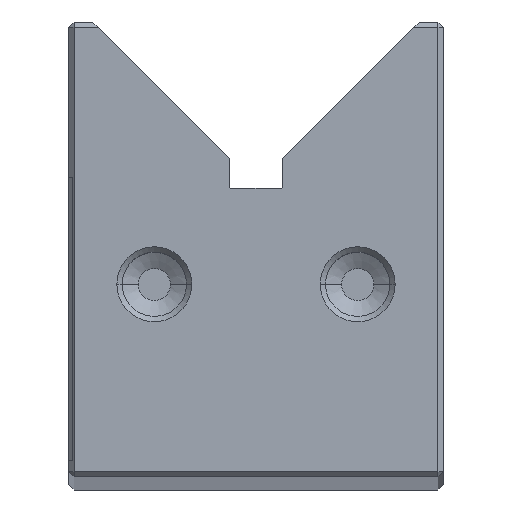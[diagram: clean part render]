
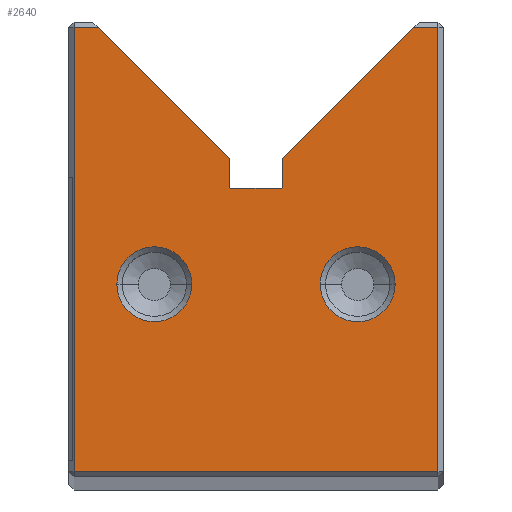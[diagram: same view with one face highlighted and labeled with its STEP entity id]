
A CAD part, top view. The second image highlights one B-rep face of the part: STEP entity #2640.
In plain terms, the highlighted planar face has unit normal (0, 0, 1).
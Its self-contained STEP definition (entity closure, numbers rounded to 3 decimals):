
#2640=ADVANCED_FACE('',(#3585,#3586,#3587),#3007,.F.);
#3007=PLANE('',#9527);
#3263=CIRCLE('',#9403,3.5);
#3265=CIRCLE('',#9406,3.5);
#3330=CIRCLE('',#9517,0.25);
#3331=CIRCLE('',#9520,0.25);
#3332=CIRCLE('',#9525,3.5);
#3333=CIRCLE('',#9526,3.5);
#3585=FACE_BOUND('',#3718,.T.);
#3586=FACE_BOUND('',#3719,.T.);
#3587=FACE_BOUND('',#3720,.T.);
#3718=EDGE_LOOP('',(#4601,#4602));
#3719=EDGE_LOOP('',(#4603,#4604));
#3720=EDGE_LOOP('',(#4605,#4606,#4607,#4608,#4609,#4610,#4611,#4612,#4613,
#4614,#4615,#4616));
#4601=ORIENTED_EDGE('',*,*,#7117,.T.);
#4602=ORIENTED_EDGE('',*,*,#7290,.T.);
#4603=ORIENTED_EDGE('',*,*,#7113,.T.);
#4604=ORIENTED_EDGE('',*,*,#7291,.T.);
#4605=ORIENTED_EDGE('',*,*,#7292,.T.);
#4606=ORIENTED_EDGE('',*,*,#7293,.T.);
#4607=ORIENTED_EDGE('',*,*,#7285,.T.);
#4608=ORIENTED_EDGE('',*,*,#7281,.T.);
#4609=ORIENTED_EDGE('',*,*,#7279,.T.);
#4610=ORIENTED_EDGE('',*,*,#7277,.T.);
#4611=ORIENTED_EDGE('',*,*,#7275,.T.);
#4612=ORIENTED_EDGE('',*,*,#7273,.T.);
#4613=ORIENTED_EDGE('',*,*,#7271,.T.);
#4614=ORIENTED_EDGE('',*,*,#7294,.T.);
#4615=ORIENTED_EDGE('',*,*,#7295,.T.);
#4616=ORIENTED_EDGE('',*,*,#7296,.T.);
#6437=VERTEX_POINT('',#12229);
#6438=VERTEX_POINT('',#12231);
#6441=VERTEX_POINT('',#12238);
#6442=VERTEX_POINT('',#12240);
#6545=VERTEX_POINT('',#12540);
#6546=VERTEX_POINT('',#12542);
#6547=VERTEX_POINT('',#12546);
#6548=VERTEX_POINT('',#12550);
#6549=VERTEX_POINT('',#12554);
#6550=VERTEX_POINT('',#12558);
#6551=VERTEX_POINT('',#12562);
#6554=VERTEX_POINT('',#12570);
#6557=VERTEX_POINT('',#12582);
#6558=VERTEX_POINT('',#12583);
#6559=VERTEX_POINT('',#12586);
#6560=VERTEX_POINT('',#12588);
#7113=EDGE_CURVE('',#6438,#6437,#3263,.T.);
#7117=EDGE_CURVE('',#6442,#6441,#3265,.T.);
#7271=EDGE_CURVE('',#6546,#6545,#8147,.T.);
#7273=EDGE_CURVE('',#6547,#6546,#8149,.T.);
#7275=EDGE_CURVE('',#6548,#6547,#3330,.T.);
#7277=EDGE_CURVE('',#6549,#6548,#8152,.T.);
#7279=EDGE_CURVE('',#6550,#6549,#3331,.T.);
#7281=EDGE_CURVE('',#6551,#6550,#8155,.T.);
#7285=EDGE_CURVE('',#6554,#6551,#8159,.T.);
#7290=EDGE_CURVE('',#6441,#6442,#3332,.T.);
#7291=EDGE_CURVE('',#6437,#6438,#3333,.T.);
#7292=EDGE_CURVE('',#6557,#6558,#8164,.T.);
#7293=EDGE_CURVE('',#6558,#6554,#8165,.T.);
#7294=EDGE_CURVE('',#6545,#6559,#8166,.T.);
#7295=EDGE_CURVE('',#6559,#6560,#8167,.T.);
#7296=EDGE_CURVE('',#6560,#6557,#8168,.T.);
#8147=LINE('',#12541,#8889);
#8149=LINE('',#12545,#8891);
#8152=LINE('',#12553,#8894);
#8155=LINE('',#12561,#8897);
#8159=LINE('',#12569,#8901);
#8164=LINE('',#12581,#8906);
#8165=LINE('',#12584,#8907);
#8166=LINE('',#12585,#8908);
#8167=LINE('',#12587,#8909);
#8168=LINE('',#12589,#8910);
#8889=VECTOR('',#10364,1.);
#8891=VECTOR('',#10368,1.);
#8894=VECTOR('',#10377,1.);
#8897=VECTOR('',#10386,1.);
#8901=VECTOR('',#10392,1.);
#8906=VECTOR('',#10405,1.);
#8907=VECTOR('',#10406,1.);
#8908=VECTOR('',#10407,1.);
#8909=VECTOR('',#10408,1.);
#8910=VECTOR('',#10409,1.);
#9403=AXIS2_PLACEMENT_3D('',#12230,#10049,#10050);
#9406=AXIS2_PLACEMENT_3D('',#12239,#10057,#10058);
#9517=AXIS2_PLACEMENT_3D('',#12549,#10372,#10373);
#9520=AXIS2_PLACEMENT_3D('',#12557,#10381,#10382);
#9525=AXIS2_PLACEMENT_3D('',#12579,#10401,#10402);
#9526=AXIS2_PLACEMENT_3D('',#12580,#10403,#10404);
#9527=AXIS2_PLACEMENT_3D('',#12590,#10410,#10411);
#10049=DIRECTION('',(0.,0.,-1.));
#10050=DIRECTION('',(-1.,0.,0.));
#10057=DIRECTION('',(0.,0.,-1.));
#10058=DIRECTION('',(-1.,0.,0.));
#10364=DIRECTION('',(-0.707,0.707,0.));
#10368=DIRECTION('',(0.,1.,0.));
#10372=DIRECTION('',(0.,0.,-1.));
#10373=DIRECTION('',(1.,0.,0.));
#10377=DIRECTION('',(-1.,0.,0.));
#10381=DIRECTION('',(0.,0.,-1.));
#10382=DIRECTION('',(-1.,0.,0.));
#10386=DIRECTION('',(0.,-1.,0.));
#10392=DIRECTION('',(-0.707,-0.707,0.));
#10401=DIRECTION('',(0.,0.,-1.));
#10402=DIRECTION('',(-1.,0.,0.));
#10403=DIRECTION('',(0.,0.,-1.));
#10404=DIRECTION('',(-1.,0.,0.));
#10405=DIRECTION('',(0.,1.,0.));
#10406=DIRECTION('',(-1.,0.,0.));
#10407=DIRECTION('',(-1.,0.,0.));
#10408=DIRECTION('',(0.,-1.,0.));
#10409=DIRECTION('',(1.,0.,0.));
#10410=DIRECTION('',(0.,0.,-1.));
#10411=DIRECTION('',(-1.,0.,0.));
#12229=CARTESIAN_POINT('',(-13.,18.,0.));
#12230=CARTESIAN_POINT('',(-9.5,18.,0.));
#12231=CARTESIAN_POINT('',(-6.,18.,0.));
#12238=CARTESIAN_POINT('',(6.,18.,0.));
#12239=CARTESIAN_POINT('',(9.5,18.,0.));
#12240=CARTESIAN_POINT('',(13.,18.,0.));
#12540=CARTESIAN_POINT('',(-14.743,42.,0.));
#12541=CARTESIAN_POINT('',(-15.243,42.5,0.));
#12542=CARTESIAN_POINT('',(-2.5,29.757,0.));
#12545=CARTESIAN_POINT('',(-2.5,29.757,0.));
#12546=CARTESIAN_POINT('',(-2.5,27.207,0.));
#12549=CARTESIAN_POINT('',(-2.25,27.207,0.));
#12550=CARTESIAN_POINT('',(-2.25,26.957,0.));
#12553=CARTESIAN_POINT('',(2.25,26.957,0.));
#12554=CARTESIAN_POINT('',(2.25,26.957,0.));
#12557=CARTESIAN_POINT('',(2.25,27.207,0.));
#12558=CARTESIAN_POINT('',(2.5,27.207,0.));
#12561=CARTESIAN_POINT('',(2.5,29.757,0.));
#12562=CARTESIAN_POINT('',(2.5,29.757,0.));
#12569=CARTESIAN_POINT('',(15.243,42.5,0.));
#12570=CARTESIAN_POINT('',(14.743,42.,0.));
#12579=CARTESIAN_POINT('',(9.5,18.,0.));
#12580=CARTESIAN_POINT('',(-9.5,18.,0.));
#12581=CARTESIAN_POINT('',(17.,42.5,0.));
#12582=CARTESIAN_POINT('',(17.,0.5,0.));
#12583=CARTESIAN_POINT('',(17.,42.,0.));
#12584=CARTESIAN_POINT('',(15.243,42.,0.));
#12585=CARTESIAN_POINT('',(-17.5,42.,0.));
#12586=CARTESIAN_POINT('',(-17.,42.,0.));
#12587=CARTESIAN_POINT('',(-17.,0.,0.));
#12588=CARTESIAN_POINT('',(-17.,0.5,0.));
#12589=CARTESIAN_POINT('',(17.5,0.5,0.));
#12590=CARTESIAN_POINT('',(2.25,27.207,0.));
